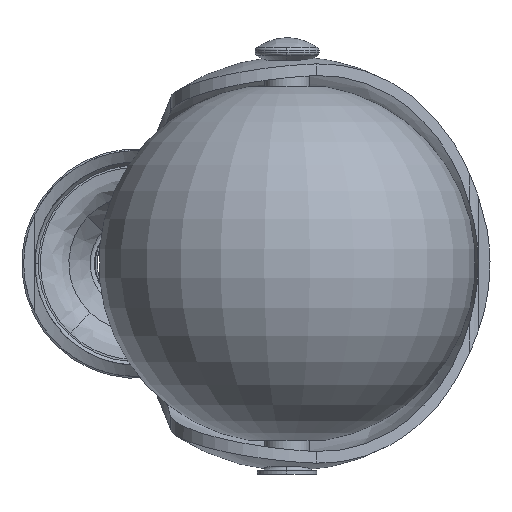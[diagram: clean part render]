
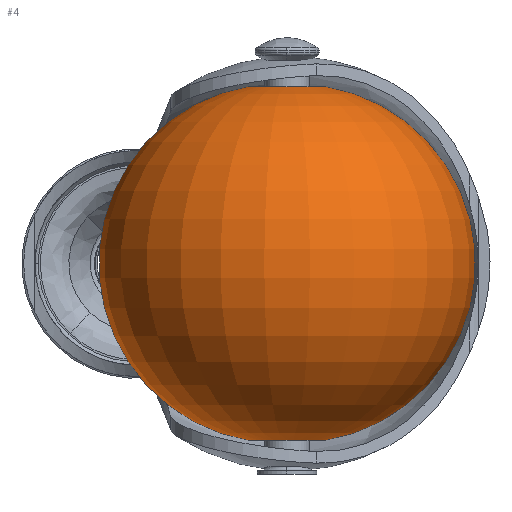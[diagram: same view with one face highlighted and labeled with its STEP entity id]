
A CAD part, front view. The second image highlights one B-rep face of the part: STEP entity #4.
In plain terms, the highlighted toroidal (fillet/blend) face has major radius 1.194 mm and minor radius 23.806 mm.
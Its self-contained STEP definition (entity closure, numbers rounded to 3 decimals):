
#4 = ADVANCED_FACE ( 'NONE', ( #2031 ), #1942, .F. ) ;
#180 = CARTESIAN_POINT ( 'NONE',  ( 20., -39.66, 23.5 ) ) ;
#335 = ORIENTED_EDGE ( 'NONE', *, *, #6843, .T. ) ;
#368 = CARTESIAN_POINT ( 'NONE',  ( 25., -39.66, 23.5 ) ) ;
#558 = CARTESIAN_POINT ( 'NONE',  ( 20., -39.66, -23.5 ) ) ;
#752 = DIRECTION ( 'NONE',  ( 0., -1., 0. ) ) ;
#865 = CARTESIAN_POINT ( 'NONE',  ( 21.194, -39.66, 0. ) ) ;
#932 = VERTEX_POINT ( 'NONE', #368 ) ;
#1128 = AXIS2_PLACEMENT_3D ( 'NONE', #180, #3650, #2505 ) ;
#1131 = CARTESIAN_POINT ( 'NONE',  ( 15., -39.66, -23.5 ) ) ;
#1213 = CIRCLE ( 'NONE', #2202, 23.806 ) ;
#1309 = CIRCLE ( 'NONE', #5541, 23.806 ) ;
#1545 = DIRECTION ( 'NONE',  ( 0., 1., 0. ) ) ;
#1942 = TOROIDAL_SURFACE ( 'NONE', #5457, 1.194, 23.806 ) ;
#2031 = FACE_OUTER_BOUND ( 'NONE', #2657, .T. ) ;
#2202 = AXIS2_PLACEMENT_3D ( 'NONE', #865, #1545, #7292 ) ;
#2348 = EDGE_CURVE ( 'NONE', #6436, #3130, #1309, .T. ) ;
#2505 = DIRECTION ( 'NONE',  ( 1., 0., 0. ) ) ;
#2657 = EDGE_LOOP ( 'NONE', ( #2882, #335, #5765, #6231 ) ) ;
#2877 = DIRECTION ( 'NONE',  ( 1., 0., 0. ) ) ;
#2882 = ORIENTED_EDGE ( 'NONE', *, *, #2348, .F. ) ;
#3130 = VERTEX_POINT ( 'NONE', #1131 ) ;
#3454 = EDGE_CURVE ( 'NONE', #4432, #3130, #5818, .T. ) ;
#3641 = EDGE_CURVE ( 'NONE', #932, #4432, #1213, .T. ) ;
#3650 = DIRECTION ( 'NONE',  ( 0., 0., 1. ) ) ;
#4101 = DIRECTION ( 'NONE',  ( 0., 0., -1. ) ) ;
#4265 = CARTESIAN_POINT ( 'NONE',  ( 15., -39.66, 23.5 ) ) ;
#4286 = CIRCLE ( 'NONE', #1128, 5. ) ;
#4432 = VERTEX_POINT ( 'NONE', #5947 ) ;
#4500 = AXIS2_PLACEMENT_3D ( 'NONE', #558, #5027, #2877 ) ;
#5027 = DIRECTION ( 'NONE',  ( 0., 0., -1. ) ) ;
#5457 = AXIS2_PLACEMENT_3D ( 'NONE', #5806, #4101, #6329 ) ;
#5541 = AXIS2_PLACEMENT_3D ( 'NONE', #6618, #752, #7064 ) ;
#5765 = ORIENTED_EDGE ( 'NONE', *, *, #3641, .T. ) ;
#5806 = CARTESIAN_POINT ( 'NONE',  ( 20., -39.66, 0. ) ) ;
#5818 = CIRCLE ( 'NONE', #4500, 5. ) ;
#5947 = CARTESIAN_POINT ( 'NONE',  ( 25., -39.66, -23.5 ) ) ;
#6231 = ORIENTED_EDGE ( 'NONE', *, *, #3454, .T. ) ;
#6329 = DIRECTION ( 'NONE',  ( 1., 0., 0. ) ) ;
#6436 = VERTEX_POINT ( 'NONE', #4265 ) ;
#6618 = CARTESIAN_POINT ( 'NONE',  ( 18.806, -39.66, 0. ) ) ;
#6843 = EDGE_CURVE ( 'NONE', #6436, #932, #4286, .T. ) ;
#7064 = DIRECTION ( 'NONE',  ( 0., 0., -1. ) ) ;
#7292 = DIRECTION ( 'NONE',  ( 0., 0., 1. ) ) ;
